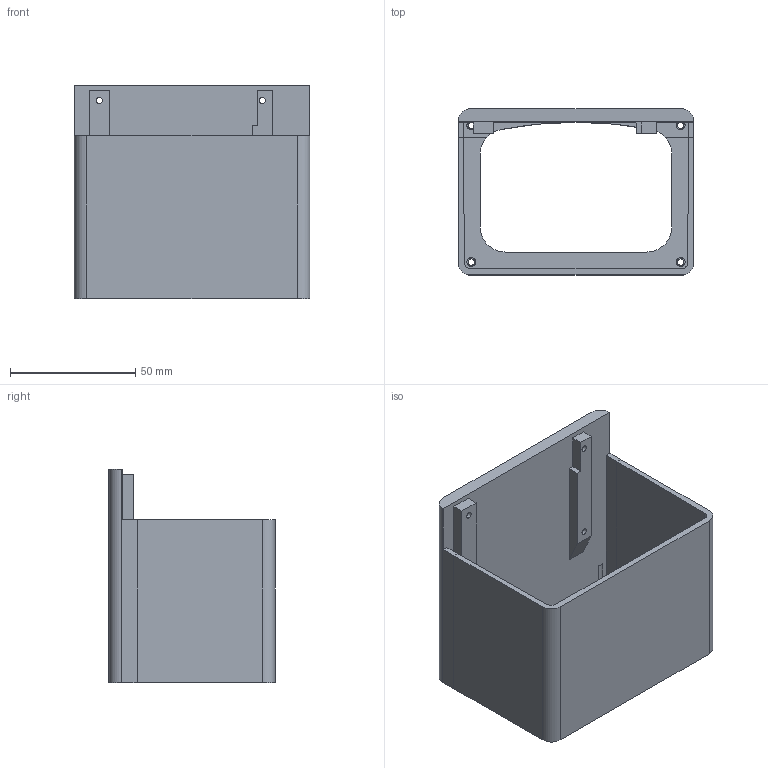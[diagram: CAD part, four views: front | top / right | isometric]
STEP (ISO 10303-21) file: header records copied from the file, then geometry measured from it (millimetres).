
FILE_DESCRIPTION(/* description */ (''),/* implementation_level */ '2;1');
FILE_NAME(/* name */ 'Remote v7.stp',/* time_stamp */ '2025-09-12T00:28:18+02:00',/* author */ (''),/* organization */ (''),/* preprocessor_version */ 'ST-DEVELOPER v20.1',/* originating_system */ 'Autodesk Translation Framework v14.10.0.0',/* authorisation */ '');
FILE_SCHEMA (('AUTOMOTIVE_DESIGN { 1 0 10303 214 3 1 1 }'));
Length unit declared in the file: millimetre
Products named in the file (2): Remote; M3 nut
Assembly tree (4 placements, depth 2):
  Remote
    M3 nut  x4
Bounding box: 94 x 66.25 x 85 mm (x, y, z)
Volume: 81476.3 mm3; surface area: 51029.4 mm2
Topology: 6 solids, 6 shells, 147 faces, 367 edges, 244 vertices
Faces by surface type: plane 114, cylinder 33
Full cylindrical faces by diameter (mm): 2.5 x8, 3.5 x8, 4 x4
Entity records: 3710 total; most frequent: CARTESIAN_POINT 632, DIRECTION 621, ORIENTED_EDGE 608, EDGE_CURVE 304, LINE 239, VECTOR 239, VERTEX_POINT 202, AXIS2_PLACEMENT_3D 191
